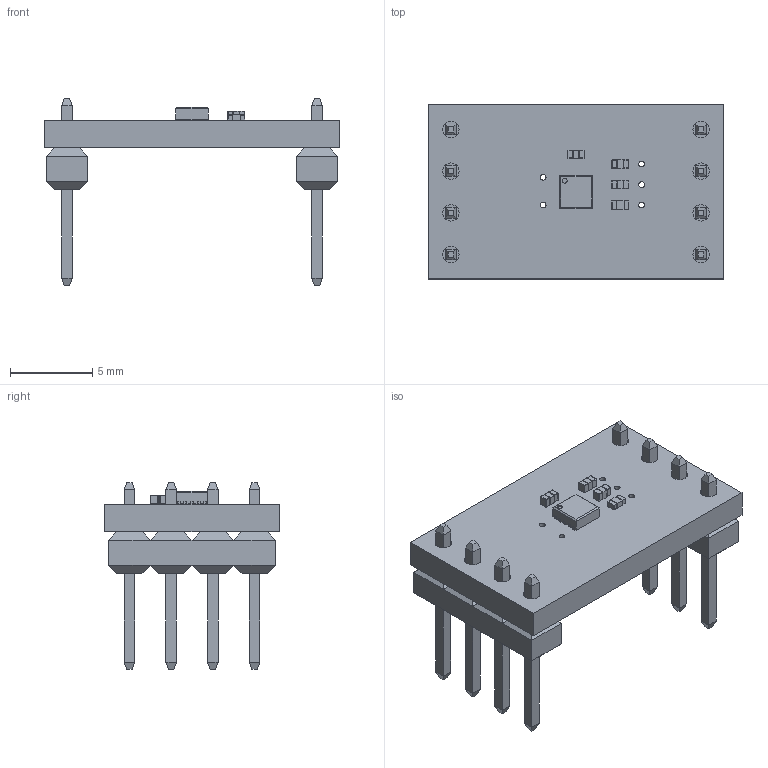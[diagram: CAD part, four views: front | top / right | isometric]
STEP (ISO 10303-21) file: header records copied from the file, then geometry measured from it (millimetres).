
FILE_DESCRIPTION(/* description */ (''),/* implementation_level */ '2;1');
FILE_NAME(/* name */ '7f3f6b28-d472-441c-9807-2d7253e06aab.stp',/* time_stamp */ '2021-01-12T03:31:21+00:00',/* author */ (''),/* organization */ (''),/* preprocessor_version */ 'ST-DEVELOPER v18.1',/* originating_system */ 'Autodesk Translation Framework v9.7.1.1290',/* authorisation */ '');
FILE_SCHEMA (('AUTOMOTIVE_DESIGN { 1 0 10303 214 3 1 1 }'));
Length unit declared in the file: millimetre
Products named in the file (7): 7f3f6b28-d472-441c-9807-2d7253e06aab; PCB Component; Board; PTH VERT MALE; NCP5623CMUTBG; 0.22uF/16V; 62K
Assembly tree (9 placements, depth 3):
  7f3f6b28-d472-441c-9807-2d7253e06aab
    PCB Component
      Board
      PTH VERT MALE  x2
      NCP5623CMUTBG
      0.22uF/16V  x3
      62K
Bounding box: 18 x 10.6 x 11.38 mm (x, y, z)
Volume: 452.4 mm3; surface area: 920.7 mm2
Topology: 8 solids, 8 shells, 592 faces, 1266 edges, 716 vertices
Faces by surface type: plane 408, cylinder 120, sphere 64
Full cylindrical faces by diameter (mm): 0.3 x1, 0.35 x5, 1 x8
Entity records: 10294 total; most frequent: DIRECTION 1700, CARTESIAN_POINT 1632, ORIENTED_EDGE 1592, EDGE_CURVE 796, LINE 652, VECTOR 652, AXIS2_PLACEMENT_3D 524, VERTEX_POINT 456
